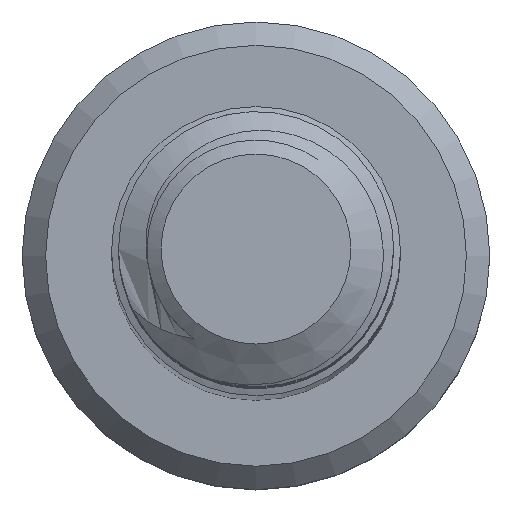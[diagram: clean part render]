
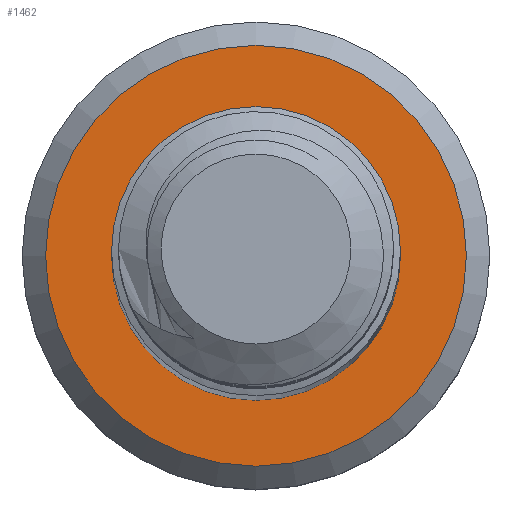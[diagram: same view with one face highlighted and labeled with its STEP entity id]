
A CAD part, top view. The second image highlights one B-rep face of the part: STEP entity #1462.
In plain terms, the highlighted planar face has unit normal (0, 0, 1).
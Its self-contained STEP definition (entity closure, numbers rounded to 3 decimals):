
#31=FACE_BOUND($,#115,.T.);
#44=CIRCLE($,#1501,3.825);
#45=CIRCLE($,#1503,2.627);
#83=FACE_OUTER_BOUND($,#114,.T.);
#114=EDGE_LOOP($,(#955));
#115=EDGE_LOOP($,(#956));
#395=VERTEX_POINT($,#1703);
#396=VERTEX_POINT($,#1706);
#658=EDGE_CURVE($,#395,#395,#44,.T.);
#659=EDGE_CURVE($,#396,#396,#45,.T.);
#955=ORIENTED_EDGE($,*,*,#658,.T.);
#956=ORIENTED_EDGE($,*,*,#659,.T.);
#1442=PLANE($,#1502);
#1462=ADVANCED_FACE($,(#83,#31),#1442,.F.);
#1501=AXIS2_PLACEMENT_3D($,#1704,#1587,#1588);
#1502=AXIS2_PLACEMENT_3D($,#1705,#1589,#1590);
#1503=AXIS2_PLACEMENT_3D($,#1707,#1591,#1592);
#1587=DIRECTION('center_axis',(0.,0.,1.));
#1588=DIRECTION('ref_axis',(-1.,0.,0.));
#1589=DIRECTION('center_axis',(0.,0.,-1.));
#1590=DIRECTION('ref_axis',(-1.,0.,0.));
#1591=DIRECTION('center_axis',(0.,0.,-1.));
#1592=DIRECTION('ref_axis',(-1.,0.,0.));
#1703=CARTESIAN_POINT('',(-3.825,0.,-70.));
#1704=CARTESIAN_POINT('Origin',(0.,0.,-70.));
#1705=CARTESIAN_POINT('Origin',(0.,0.,-70.));
#1706=CARTESIAN_POINT('',(2.627,0.,-70.));
#1707=CARTESIAN_POINT('Origin',(0.,0.,-70.));
